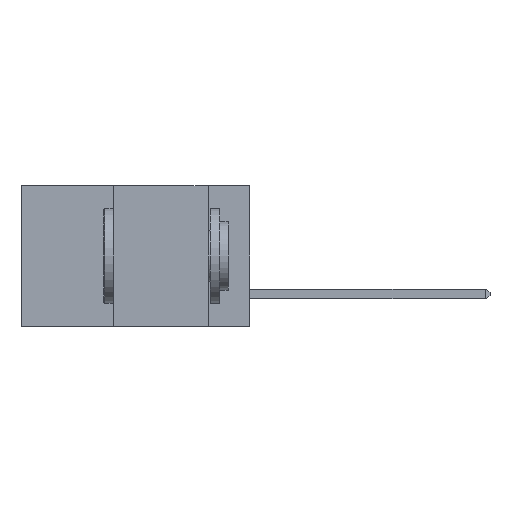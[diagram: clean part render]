
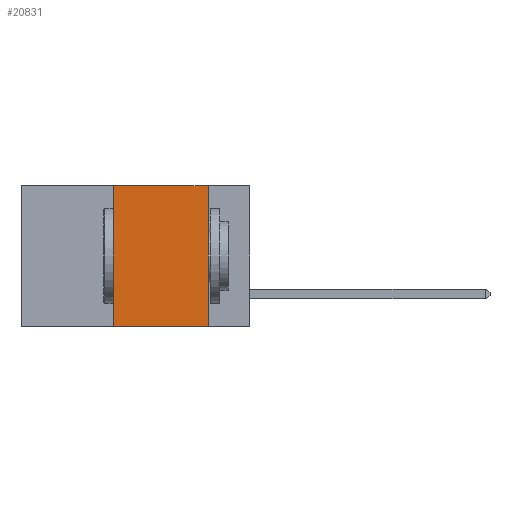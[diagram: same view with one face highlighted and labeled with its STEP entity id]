
A CAD part, left-side view. The second image highlights one B-rep face of the part: STEP entity #20831.
In plain terms, the highlighted planar face has unit normal (-1, 0, 0).
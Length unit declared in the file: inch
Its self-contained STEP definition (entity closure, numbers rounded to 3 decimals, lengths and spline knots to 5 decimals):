
#8 = LINE ( 'NONE', #25774, #35942 ) ;
#3081 = DIRECTION ( 'NONE',  ( 0., -1., 0. ) ) ;
#6228 = ORIENTED_EDGE ( 'NONE', *, *, #26375, .F. ) ;
#6640 = EDGE_CURVE ( 'NONE', #31838, #15542, #8, .T. ) ;
#7264 = EDGE_CURVE ( 'NONE', #26478, #15542, #29687, .T. ) ;
#7911 = CARTESIAN_POINT ( 'NONE',  ( 0., 0.11, -0.37 ) ) ;
#9110 = DIRECTION ( 'NONE',  ( 0., 0., -1. ) ) ;
#9635 = VERTEX_POINT ( 'NONE', #12843 ) ;
#12265 = DIRECTION ( 'NONE',  ( 0., 0., 1. ) ) ;
#12615 = ORIENTED_EDGE ( 'NONE', *, *, #24549, .F. ) ;
#12657 = CARTESIAN_POINT ( 'NONE',  ( 0., 0.11, 0. ) ) ;
#12843 = CARTESIAN_POINT ( 'NONE',  ( 0., 0.36, 0. ) ) ;
#13381 = AXIS2_PLACEMENT_3D ( 'NONE', #34506, #34626, #17623 ) ;
#14814 = PLANE ( 'NONE',  #13381 ) ;
#15500 = VECTOR ( 'NONE', #9110, 39.37008 ) ;
#15542 = VERTEX_POINT ( 'NONE', #7911 ) ;
#17623 = DIRECTION ( 'NONE',  ( 0., 0., -1. ) ) ;
#17856 = CARTESIAN_POINT ( 'NONE',  ( 0., 0.6, 0. ) ) ;
#20605 = DIRECTION ( 'NONE',  ( 0., -1., 0. ) ) ;
#20831 = ADVANCED_FACE ( 'NONE', ( #22680 ), #14814, .F. ) ;
#22274 = LINE ( 'NONE', #26290, #36470 ) ;
#22680 = FACE_OUTER_BOUND ( 'NONE', #33888, .T. ) ;
#22832 = ORIENTED_EDGE ( 'NONE', *, *, #6640, .T. ) ;
#23240 = CARTESIAN_POINT ( 'NONE',  ( 0., 0.11, 0. ) ) ;
#24549 = EDGE_CURVE ( 'NONE', #31838, #9635, #22274, .T. ) ;
#25774 = CARTESIAN_POINT ( 'NONE',  ( 0., 0.6, -0.37 ) ) ;
#26290 = CARTESIAN_POINT ( 'NONE',  ( 0., 0.36, 0. ) ) ;
#26375 = EDGE_CURVE ( 'NONE', #9635, #26478, #34185, .T. ) ;
#26478 = VERTEX_POINT ( 'NONE', #12657 ) ;
#28377 = CARTESIAN_POINT ( 'NONE',  ( 0., 0.36, -0.37 ) ) ;
#29687 = LINE ( 'NONE', #23240, #15500 ) ;
#31569 = ORIENTED_EDGE ( 'NONE', *, *, #7264, .F. ) ;
#31838 = VERTEX_POINT ( 'NONE', #28377 ) ;
#33313 = VECTOR ( 'NONE', #20605, 39.37008 ) ;
#33888 = EDGE_LOOP ( 'NONE', ( #31569, #6228, #12615, #22832 ) ) ;
#34185 = LINE ( 'NONE', #17856, #33313 ) ;
#34506 = CARTESIAN_POINT ( 'NONE',  ( 0., 0.6, 0. ) ) ;
#34626 = DIRECTION ( 'NONE',  ( 1., 0., 0. ) ) ;
#35942 = VECTOR ( 'NONE', #3081, 39.37008 ) ;
#36470 = VECTOR ( 'NONE', #12265, 39.37008 ) ;
